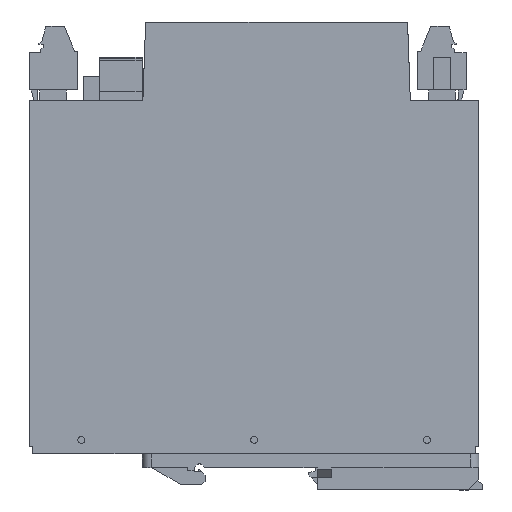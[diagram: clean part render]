
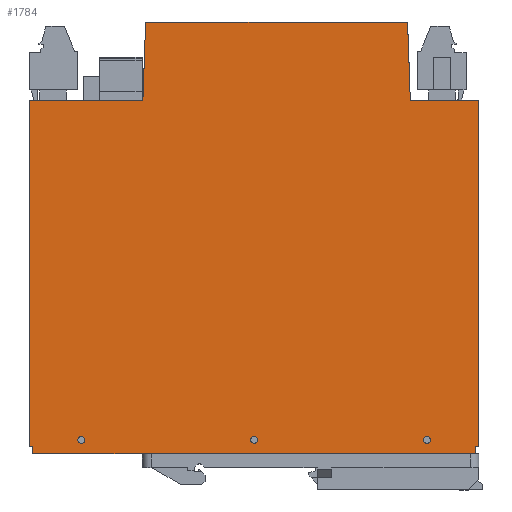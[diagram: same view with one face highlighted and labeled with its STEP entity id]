
A CAD part, left-side view. The second image highlights one B-rep face of the part: STEP entity #1784.
In plain terms, the highlighted planar face has unit normal (-1, 0, 0).
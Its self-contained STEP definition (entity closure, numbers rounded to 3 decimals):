
#1623=AXIS2_PLACEMENT_3D('Plane Axis2P3D',#1620,#1621,#1622) ;
#1732=AXIS2_PLACEMENT_3D('Circle Axis2P3D',#1730,#1731,$) ;
#1741=AXIS2_PLACEMENT_3D('Circle Axis2P3D',#1739,#1740,$) ;
#1750=AXIS2_PLACEMENT_3D('Circle Axis2P3D',#1748,#1749,$) ;
#1759=AXIS2_PLACEMENT_3D('Circle Axis2P3D',#1757,#1758,$) ;
#1768=AXIS2_PLACEMENT_3D('Circle Axis2P3D',#1766,#1767,$) ;
#1777=AXIS2_PLACEMENT_3D('Circle Axis2P3D',#1775,#1776,$) ;
#525=CARTESIAN_POINT('Vertex',(0.,131.2,12.5)) ;
#528=CARTESIAN_POINT('Line Origine',(0.,131.2,62.6)) ;
#532=CARTESIAN_POINT('Vertex',(0.,131.2,112.7)) ;
#1620=CARTESIAN_POINT('Axis2P3D Location',(0.,66.2,72.85)) ;
#1625=CARTESIAN_POINT('Line Origine',(0.,11.107,112.7)) ;
#1629=CARTESIAN_POINT('Vertex',(0.,1.2,112.7)) ;
#1631=CARTESIAN_POINT('Vertex',(0.,21.014,112.7)) ;
#1634=CARTESIAN_POINT('Line Origine',(0.,21.411,124.05)) ;
#1638=CARTESIAN_POINT('Vertex',(0.,21.807,135.4)) ;
#1641=CARTESIAN_POINT('Line Origine',(0.,59.7,135.4)) ;
#1645=CARTESIAN_POINT('Vertex',(0.,97.593,135.4)) ;
#1648=CARTESIAN_POINT('Line Origine',(0.,97.593,135.35)) ;
#1652=CARTESIAN_POINT('Vertex',(0.,97.593,135.3)) ;
#1655=CARTESIAN_POINT('Line Origine',(0.,97.595,135.3)) ;
#1659=CARTESIAN_POINT('Vertex',(0.,97.597,135.3)) ;
#1662=CARTESIAN_POINT('Line Origine',(0.,97.991,124.)) ;
#1666=CARTESIAN_POINT('Vertex',(0.,98.386,112.7)) ;
#1669=CARTESIAN_POINT('Line Origine',(0.,114.793,112.7)) ;
#1674=CARTESIAN_POINT('Line Origine',(0.,130.7,12.5)) ;
#1678=CARTESIAN_POINT('Vertex',(0.,130.2,12.5)) ;
#1681=CARTESIAN_POINT('Line Origine',(0.,130.2,11.5)) ;
#1685=CARTESIAN_POINT('Vertex',(0.,130.2,10.5)) ;
#1688=CARTESIAN_POINT('Line Origine',(0.,66.2,10.5)) ;
#1692=CARTESIAN_POINT('Vertex',(0.,2.2,10.5)) ;
#1695=CARTESIAN_POINT('Line Origine',(0.,2.2,11.5)) ;
#1699=CARTESIAN_POINT('Vertex',(0.,2.2,12.5)) ;
#1702=CARTESIAN_POINT('Line Origine',(0.,1.7,12.5)) ;
#1706=CARTESIAN_POINT('Vertex',(0.,1.2,12.5)) ;
#1709=CARTESIAN_POINT('Line Origine',(0.,1.2,62.6)) ;
#1730=CARTESIAN_POINT('Axis2P3D Location',(0.,66.2,14.5)) ;
#1734=CARTESIAN_POINT('Vertex',(0.,67.083,14.983)) ;
#1736=CARTESIAN_POINT('Vertex',(0.,65.317,14.017)) ;
#1739=CARTESIAN_POINT('Axis2P3D Location',(0.,66.2,14.5)) ;
#1748=CARTESIAN_POINT('Axis2P3D Location',(0.,116.2,14.5)) ;
#1752=CARTESIAN_POINT('Vertex',(0.,117.083,14.983)) ;
#1754=CARTESIAN_POINT('Vertex',(0.,115.317,14.017)) ;
#1757=CARTESIAN_POINT('Axis2P3D Location',(0.,116.2,14.5)) ;
#1766=CARTESIAN_POINT('Axis2P3D Location',(0.,16.2,14.5)) ;
#1770=CARTESIAN_POINT('Vertex',(0.,17.083,14.983)) ;
#1772=CARTESIAN_POINT('Vertex',(0.,15.317,14.017)) ;
#1775=CARTESIAN_POINT('Axis2P3D Location',(0.,16.2,14.5)) ;
#529=DIRECTION('Vector Direction',(0.,0.,-1.)) ;
#1621=DIRECTION('Axis2P3D Direction',(-1.,0.,0.)) ;
#1622=DIRECTION('Axis2P3D XDirection',(0.,0.,-1.)) ;
#1626=DIRECTION('Vector Direction',(0.,1.,0.)) ;
#1635=DIRECTION('Vector Direction',(0.,0.035,0.999)) ;
#1642=DIRECTION('Vector Direction',(0.,1.,0.)) ;
#1649=DIRECTION('Vector Direction',(0.,0.,-1.)) ;
#1656=DIRECTION('Vector Direction',(0.,1.,0.)) ;
#1663=DIRECTION('Vector Direction',(0.,-0.035,0.999)) ;
#1670=DIRECTION('Vector Direction',(0.,1.,0.)) ;
#1675=DIRECTION('Vector Direction',(0.,-1.,0.)) ;
#1682=DIRECTION('Vector Direction',(0.,0.,1.)) ;
#1689=DIRECTION('Vector Direction',(0.,1.,0.)) ;
#1696=DIRECTION('Vector Direction',(0.,0.,-1.)) ;
#1703=DIRECTION('Vector Direction',(0.,-1.,0.)) ;
#1710=DIRECTION('Vector Direction',(0.,0.,1.)) ;
#1731=DIRECTION('Axis2P3D Direction',(-1.,0.,0.)) ;
#1740=DIRECTION('Axis2P3D Direction',(-1.,0.,0.)) ;
#1749=DIRECTION('Axis2P3D Direction',(-1.,0.,0.)) ;
#1758=DIRECTION('Axis2P3D Direction',(-1.,0.,0.)) ;
#1767=DIRECTION('Axis2P3D Direction',(-1.,0.,0.)) ;
#1776=DIRECTION('Axis2P3D Direction',(-1.,0.,0.)) ;
#530=VECTOR('Line Direction',#529,1.) ;
#1627=VECTOR('Line Direction',#1626,1.) ;
#1636=VECTOR('Line Direction',#1635,1.) ;
#1643=VECTOR('Line Direction',#1642,1.) ;
#1650=VECTOR('Line Direction',#1649,1.) ;
#1657=VECTOR('Line Direction',#1656,1.) ;
#1664=VECTOR('Line Direction',#1663,1.) ;
#1671=VECTOR('Line Direction',#1670,1.) ;
#1676=VECTOR('Line Direction',#1675,1.) ;
#1683=VECTOR('Line Direction',#1682,1.) ;
#1690=VECTOR('Line Direction',#1689,1.) ;
#1697=VECTOR('Line Direction',#1696,1.) ;
#1704=VECTOR('Line Direction',#1703,1.) ;
#1711=VECTOR('Line Direction',#1710,1.) ;
#1715=ORIENTED_EDGE('',*,*,#1633,.T.) ;
#1716=ORIENTED_EDGE('',*,*,#1640,.F.) ;
#1717=ORIENTED_EDGE('',*,*,#1647,.T.) ;
#1718=ORIENTED_EDGE('',*,*,#1654,.T.) ;
#1719=ORIENTED_EDGE('',*,*,#1661,.T.) ;
#1720=ORIENTED_EDGE('',*,*,#1668,.F.) ;
#1721=ORIENTED_EDGE('',*,*,#1673,.T.) ;
#1722=ORIENTED_EDGE('',*,*,#534,.F.) ;
#1723=ORIENTED_EDGE('',*,*,#1680,.T.) ;
#1724=ORIENTED_EDGE('',*,*,#1687,.F.) ;
#1725=ORIENTED_EDGE('',*,*,#1694,.F.) ;
#1726=ORIENTED_EDGE('',*,*,#1701,.F.) ;
#1727=ORIENTED_EDGE('',*,*,#1708,.T.) ;
#1728=ORIENTED_EDGE('',*,*,#1713,.F.) ;
#1745=ORIENTED_EDGE('',*,*,#1738,.F.) ;
#1746=ORIENTED_EDGE('',*,*,#1743,.F.) ;
#1763=ORIENTED_EDGE('',*,*,#1756,.F.) ;
#1764=ORIENTED_EDGE('',*,*,#1761,.F.) ;
#1781=ORIENTED_EDGE('',*,*,#1774,.F.) ;
#1782=ORIENTED_EDGE('',*,*,#1779,.F.) ;
#1747=FACE_BOUND('',#1744,.T.) ;
#1765=FACE_BOUND('',#1762,.T.) ;
#1783=FACE_BOUND('',#1780,.T.) ;
#1784=ADVANCED_FACE('STROMVERSORGUNG',(#1729,#1747,#1765,#1783),#1624,.T.) ;
#1733=CIRCLE('generated circle',#1732,1.007) ;
#1742=CIRCLE('generated circle',#1741,1.007) ;
#1751=CIRCLE('generated circle',#1750,1.007) ;
#1760=CIRCLE('generated circle',#1759,1.007) ;
#1769=CIRCLE('generated circle',#1768,1.007) ;
#1778=CIRCLE('generated circle',#1777,1.007) ;
#534=EDGE_CURVE('',#526,#533,#531,.F.) ;
#1633=EDGE_CURVE('',#1630,#1632,#1628,.T.) ;
#1640=EDGE_CURVE('',#1639,#1632,#1637,.F.) ;
#1647=EDGE_CURVE('',#1639,#1646,#1644,.T.) ;
#1654=EDGE_CURVE('',#1646,#1653,#1651,.T.) ;
#1661=EDGE_CURVE('',#1653,#1660,#1658,.T.) ;
#1668=EDGE_CURVE('',#1667,#1660,#1665,.T.) ;
#1673=EDGE_CURVE('',#1667,#533,#1672,.T.) ;
#1680=EDGE_CURVE('',#526,#1679,#1677,.T.) ;
#1687=EDGE_CURVE('',#1686,#1679,#1684,.T.) ;
#1694=EDGE_CURVE('',#1693,#1686,#1691,.T.) ;
#1701=EDGE_CURVE('',#1700,#1693,#1698,.T.) ;
#1708=EDGE_CURVE('',#1700,#1707,#1705,.T.) ;
#1713=EDGE_CURVE('',#1630,#1707,#1712,.F.) ;
#1738=EDGE_CURVE('',#1735,#1737,#1733,.T.) ;
#1743=EDGE_CURVE('',#1737,#1735,#1742,.T.) ;
#1756=EDGE_CURVE('',#1753,#1755,#1751,.T.) ;
#1761=EDGE_CURVE('',#1755,#1753,#1760,.T.) ;
#1774=EDGE_CURVE('',#1771,#1773,#1769,.T.) ;
#1779=EDGE_CURVE('',#1773,#1771,#1778,.T.) ;
#1714=EDGE_LOOP('',(#1715,#1716,#1717,#1718,#1719,#1720,#1721,#1722,#1723,#1724,#1725,#1726,#1727,#1728)) ;
#1744=EDGE_LOOP('',(#1745,#1746)) ;
#1762=EDGE_LOOP('',(#1763,#1764)) ;
#1780=EDGE_LOOP('',(#1781,#1782)) ;
#1729=FACE_OUTER_BOUND('',#1714,.T.) ;
#531=LINE('Line',#528,#530) ;
#1628=LINE('Line',#1625,#1627) ;
#1637=LINE('Line',#1634,#1636) ;
#1644=LINE('Line',#1641,#1643) ;
#1651=LINE('Line',#1648,#1650) ;
#1658=LINE('Line',#1655,#1657) ;
#1665=LINE('Line',#1662,#1664) ;
#1672=LINE('Line',#1669,#1671) ;
#1677=LINE('Line',#1674,#1676) ;
#1684=LINE('Line',#1681,#1683) ;
#1691=LINE('Line',#1688,#1690) ;
#1698=LINE('Line',#1695,#1697) ;
#1705=LINE('Line',#1702,#1704) ;
#1712=LINE('Line',#1709,#1711) ;
#1624=PLANE('',#1623) ;
#526=VERTEX_POINT('',#525) ;
#533=VERTEX_POINT('',#532) ;
#1630=VERTEX_POINT('',#1629) ;
#1632=VERTEX_POINT('',#1631) ;
#1639=VERTEX_POINT('',#1638) ;
#1646=VERTEX_POINT('',#1645) ;
#1653=VERTEX_POINT('',#1652) ;
#1660=VERTEX_POINT('',#1659) ;
#1667=VERTEX_POINT('',#1666) ;
#1679=VERTEX_POINT('',#1678) ;
#1686=VERTEX_POINT('',#1685) ;
#1693=VERTEX_POINT('',#1692) ;
#1700=VERTEX_POINT('',#1699) ;
#1707=VERTEX_POINT('',#1706) ;
#1735=VERTEX_POINT('',#1734) ;
#1737=VERTEX_POINT('',#1736) ;
#1753=VERTEX_POINT('',#1752) ;
#1755=VERTEX_POINT('',#1754) ;
#1771=VERTEX_POINT('',#1770) ;
#1773=VERTEX_POINT('',#1772) ;
